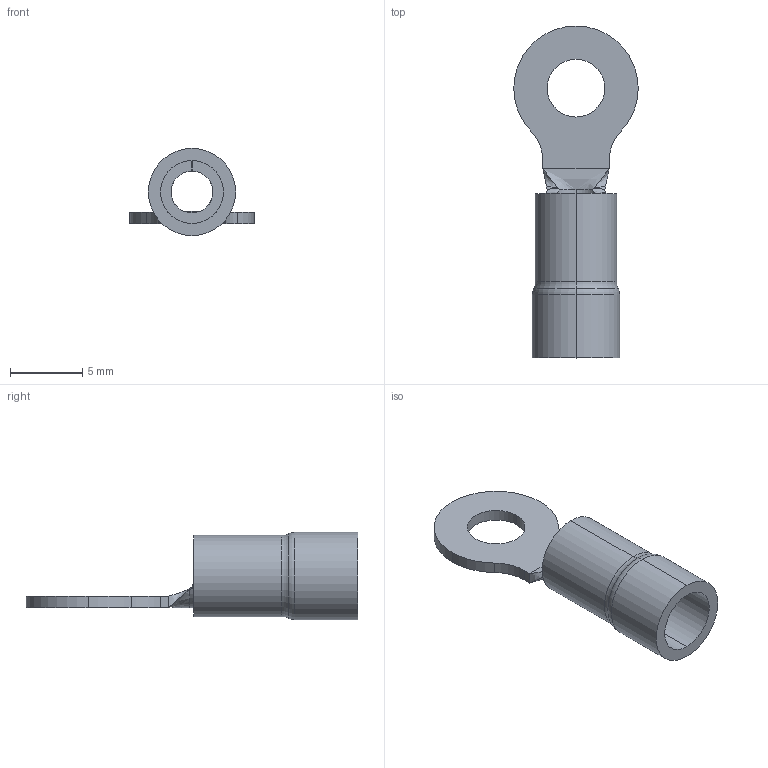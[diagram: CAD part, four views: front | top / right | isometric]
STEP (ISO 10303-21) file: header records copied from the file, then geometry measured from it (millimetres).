
FILE_DESCRIPTION (( 'STEP AP214' ), '1' );
FILE_NAME ('V70RK004011.step', '2017-09-28T13:29:00', ( '' ), ( '' ), 'SwSTEP 2.0', 'SolidWorks 2017', '' );
FILE_SCHEMA (( 'AUTOMOTIVE_DESIGN' ));
Length unit declared in the file: millimetre
Products named in the file (1): V70RK004011
Bounding box: 8.62 x 23 x 6.04 mm (x, y, z)
Volume: 210.9 mm3; surface area: 670.4 mm2
Topology: 2 solids, 2 shells, 78 faces, 197 edges, 128 vertices
Faces by surface type: plane 39, cylinder 21, bspline 14, torus 4
Entity records: 2905 total; most frequent: CARTESIAN_POINT 1031, ORIENTED_EDGE 394, DIRECTION 349, EDGE_CURVE 197, VERTEX_POINT 128, AXIS2_PLACEMENT_3D 117, LINE 115, VECTOR 115
